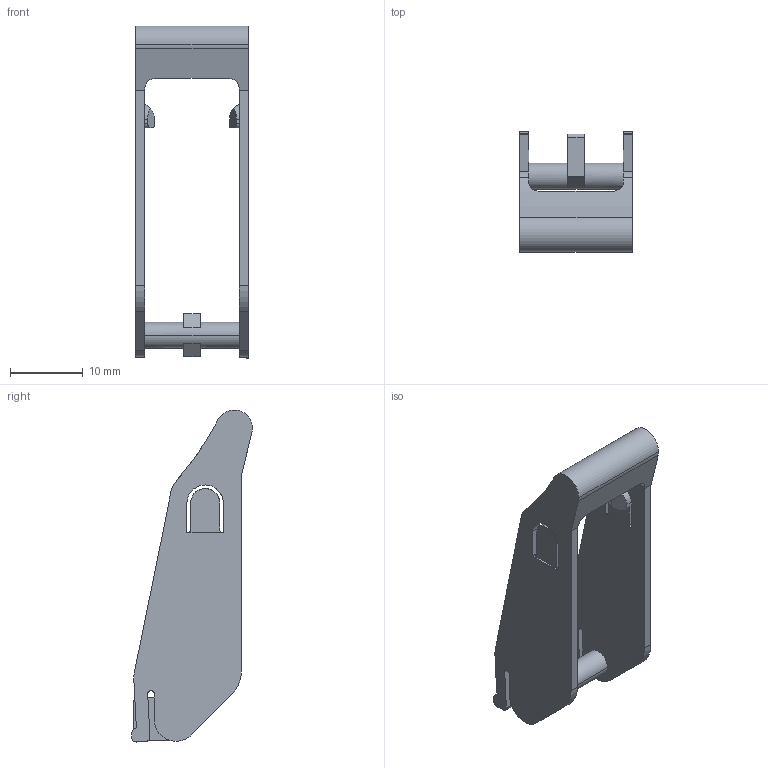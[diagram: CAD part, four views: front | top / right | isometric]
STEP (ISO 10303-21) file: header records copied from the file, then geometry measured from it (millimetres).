
FILE_DESCRIPTION(('CATIA V5R19 STEP'),'2;1');
FILE_NAME ('6994445_3', '2015-03-02T09:49:55+00:00', ('Weidmueller Interface'), ('Weidmueller'), 'CATIA Version 5 Release 20 SP 5 (IN-10)', 'CATIA V5 STEP AP214', 'none');
FILE_SCHEMA(('AUTOMOTIVE_DESIGN { 1 0 10303 214 1 1 1 1 }'));
Length unit declared in the file: millimetre
Products named in the file (1): S3D_SRC_I_CLIP_HP
Bounding box: 15.5 x 16.58 x 45.59 mm (x, y, z)
Volume: 1902.4 mm3; surface area: 2733.3 mm2
Topology: 1 solids, 1 shells, 89 faces, 262 edges, 175 vertices
Faces by surface type: plane 47, cylinder 42
Entity records: 3805 total; most frequent: CARTESIAN_POINT 872, ORIENTED_EDGE 524, DIRECTION 389, EDGE_CURVE 262, VERTEX_POINT 175, VECTOR 168, LINE 168, AXIS2_PLACEMENT_3D 144
